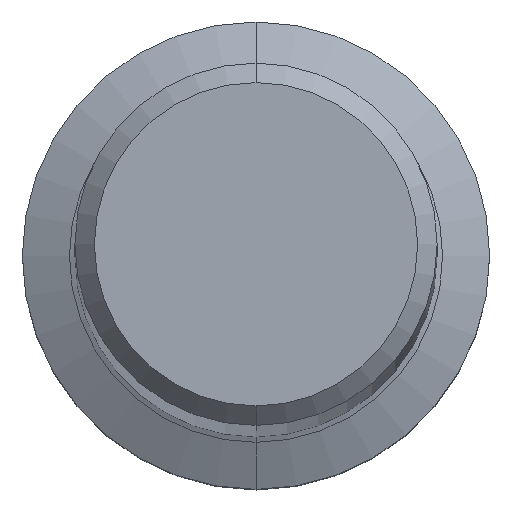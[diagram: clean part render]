
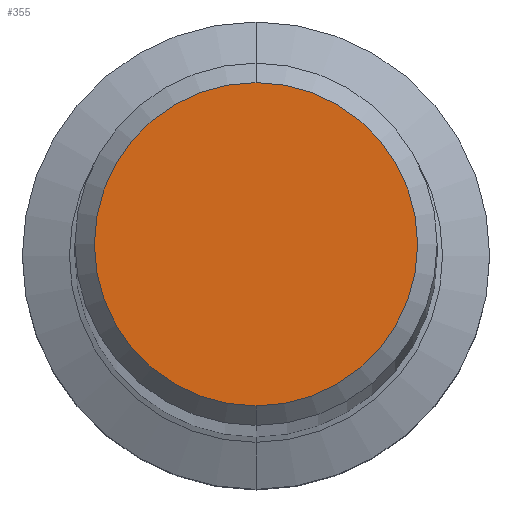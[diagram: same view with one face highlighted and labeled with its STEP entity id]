
A CAD part, top view. The second image highlights one B-rep face of the part: STEP entity #355.
In plain terms, the highlighted planar face has unit normal (0, 0, 1).
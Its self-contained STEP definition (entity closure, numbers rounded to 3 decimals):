
#217=VERTEX_POINT('',#573);
#355=ADVANCED_FACE('',(#723),#724,.T.);
#357=VERTEX_POINT('',#726);
#385=EDGE_CURVE('',#357,#217,#756,.T.);
#497=EDGE_CURVE('',#217,#357,#881,.T.);
#573=CARTESIAN_POINT('',(0.0,4.15,0.0));
#723=FACE_OUTER_BOUND('',#1289,.T.);
#724=PLANE('',#1290);
#726=CARTESIAN_POINT('',(0.,-4.15,0.0));
#756=CIRCLE('',#1363,4.15);
#881=CIRCLE('',#1573,4.15);
#1289=EDGE_LOOP('',(#1823,#1824));
#1290=AXIS2_PLACEMENT_3D('',#1825,#1826,#1827);
#1363=AXIS2_PLACEMENT_3D('',#1853,#1854,#1855);
#1573=AXIS2_PLACEMENT_3D('',#2011,#2012,#2013);
#1823=ORIENTED_EDGE('',*,*,#497,.F.);
#1824=ORIENTED_EDGE('',*,*,#385,.F.);
#1825=CARTESIAN_POINT('',(0.0,2.075,0.0));
#1826=DIRECTION('',(-0.0,0.0,1.0));
#1827=DIRECTION('',(0.0,-1.0,0.0));
#1853=CARTESIAN_POINT('',(0.0,0.0,0.0));
#1854=DIRECTION('',(0.0,0.0,-1.0));
#1855=DIRECTION('',(0.0,1.0,0.0));
#2011=CARTESIAN_POINT('',(0.0,0.0,0.0));
#2012=DIRECTION('',(0.0,0.0,-1.0));
#2013=DIRECTION('',(0.0,1.0,0.0));
